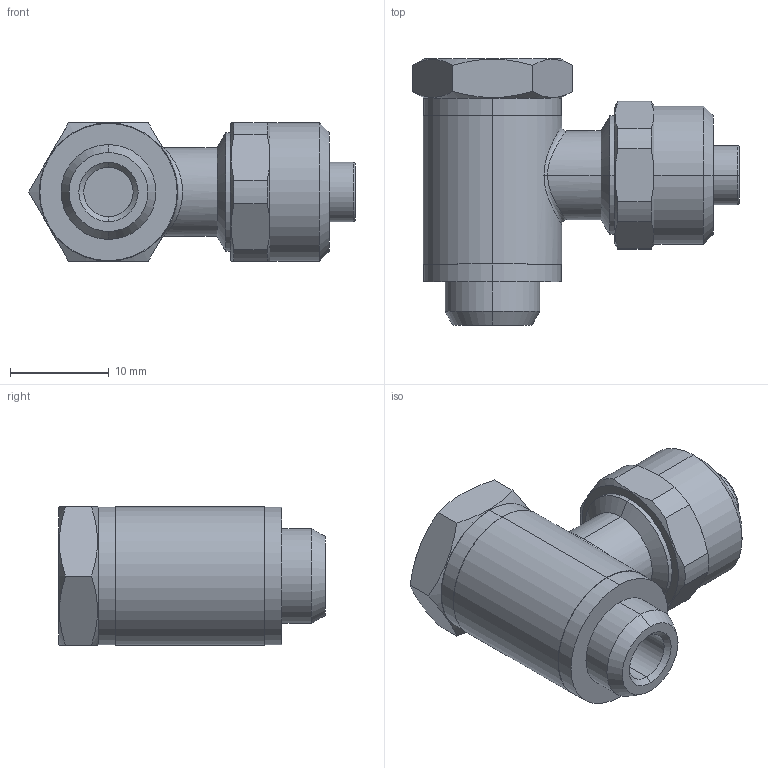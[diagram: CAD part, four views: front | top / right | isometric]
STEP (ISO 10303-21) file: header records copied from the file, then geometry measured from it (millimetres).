
FILE_DESCRIPTION (( 'STEP AP203' ), '1' );
FILE_NAME ('02240041.STEP', '2011-10-21T14:14:55', ( '' ), ( 'sopra-pneumatic' ), 'SwSTEP 2.0', 'SolidWorks 2011', '' );
FILE_SCHEMA (( 'CONFIG_CONTROL_DESIGN' ));
Length unit declared in the file: millimetre
Products named in the file (1): 02240041
Bounding box: 33.08 x 27 x 14 mm (x, y, z)
Volume: 5034.3 mm3; surface area: 2941.4 mm2
Topology: 1 solids, 1 shells, 83 faces, 188 edges, 115 vertices
Faces by surface type: cylinder 30, cone 26, plane 23, bspline 2, torus 2
Entity records: 2914 total; most frequent: CARTESIAN_POINT 1006, DIRECTION 388, ORIENTED_EDGE 376, EDGE_CURVE 188, AXIS2_PLACEMENT_3D 163, VERTEX_POINT 115, EDGE_LOOP 93, ADVANCED_FACE 83
